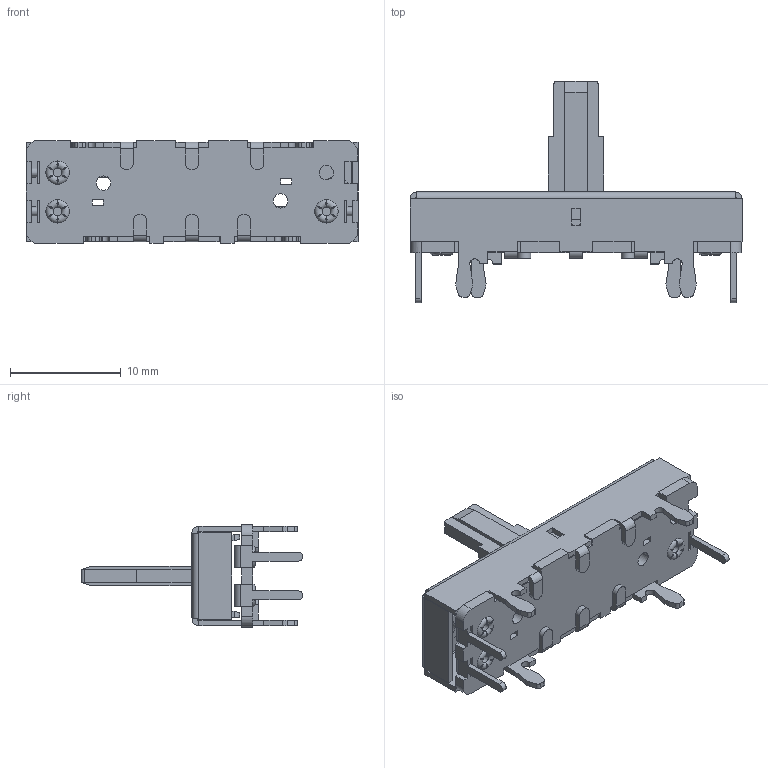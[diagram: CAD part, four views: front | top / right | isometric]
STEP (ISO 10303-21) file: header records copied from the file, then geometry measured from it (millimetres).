
FILE_DESCRIPTION((''),'2;1');
FILE_NAME('PTA1543XX10CIXXXX','2014-09-03T',('RICKB'),('Bourns, Inc.'),'PRO/ENGINEER BY PARAMETRIC TECHNOLOGY CORPORATION, 2012230','PRO/ENGINEER BY PARAMETRIC TECHNOLOGY CORPORATION, 2012230','');
FILE_SCHEMA(('CONFIG_CONTROL_DESIGN'));
Length unit declared in the file: millimetre
Products named in the file (1): PTA1543XX10CIXXXX
Bounding box: 30 x 20 x 9.3 mm (x, y, z)
Volume: 761.2 mm3; surface area: 2345.5 mm2
Topology: 1 solids, 1 shells, 488 faces, 1356 edges, 854 vertices
Faces by surface type: plane 345, cylinder 119, torus 16, cone 8
Entity records: 15970 total; most frequent: CARTESIAN_POINT 3290, ORIENTED_EDGE 2712, DIRECTION 2540, EDGE_CURVE 1356, VECTOR 1004, LINE 1004, VERTEX_POINT 854, AXIS2_PLACEMENT_3D 768
